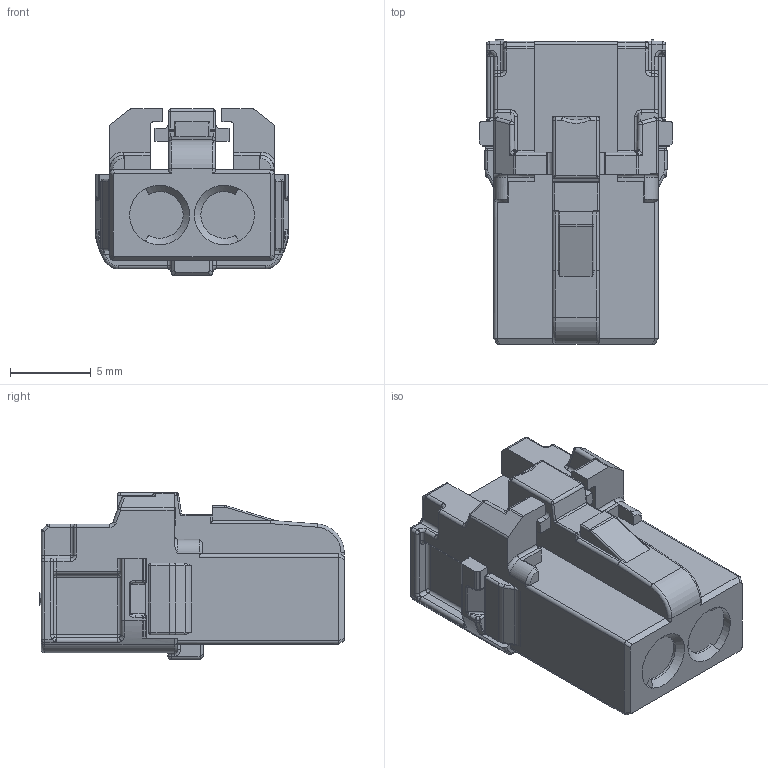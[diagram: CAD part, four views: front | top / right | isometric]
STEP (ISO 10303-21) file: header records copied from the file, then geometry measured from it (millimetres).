
FILE_DESCRIPTION(/* description */ (''),/* implementation_level */ '2;1');
FILE_NAME(/* name */ '35521130-01-Z.stp',/* time_stamp */ '2023-08-08T16:48:09+08:00',/* author */ (''),/* organization */ (''),/* preprocessor_version */ 'ST-DEVELOPER v16',/* originating_system */ 'SIEMENS PLM Software NX 11.0',/* authorisation */ '');
FILE_SCHEMA (('AUTOMOTIVE_DESIGN { 1 0 10303 214 3 1 1 1 }'));
Length unit declared in the file: millimetre
Products named in the file (1): 35521130-ENV10-CONN_id6_x_t
Bounding box: 12 x 18.9 x 10.35 mm (x, y, z)
Volume: 1244.8 mm3; surface area: 1056.7 mm2
Topology: 1 solids, 1 shells, 657 faces, 1640 edges, 952 vertices
Faces by surface type: plane 241, cylinder 236, torus 68, bspline 50, sphere 44, cone 16, extrusion 2
Entity records: 19987 total; most frequent: CARTESIAN_POINT 4768, DIRECTION 3228, ORIENTED_EDGE 3188, EDGE_CURVE 1594, AXIS2_PLACEMENT_3D 1184, VERTEX_POINT 952, VECTOR 860, LINE 858
